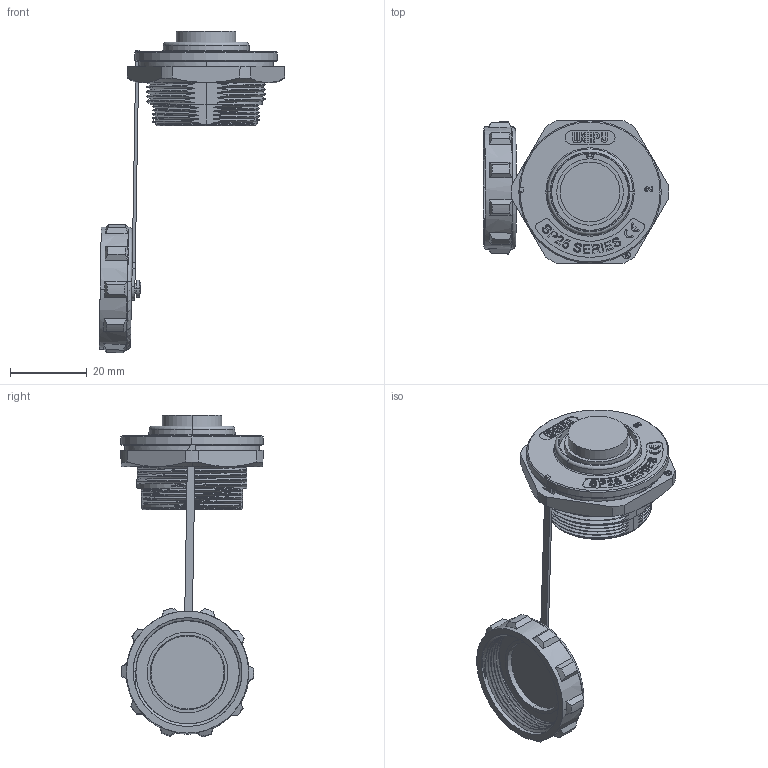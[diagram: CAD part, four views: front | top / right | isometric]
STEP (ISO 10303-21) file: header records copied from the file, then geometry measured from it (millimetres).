
FILE_DESCRIPTION((''),'2;1');
FILE_NAME('SP2515-S19','2022-11-11T',('Administrator'),(''),'CREO PARAMETRIC BY PTC INC, 2016130','CREO PARAMETRIC BY PTC INC, 2016130','');
FILE_SCHEMA(('CONFIG_CONTROL_DESIGN','GEOMETRIC_VALIDATION_PROPERTIES_MIM'));
Length unit declared in the file: millimetre
Products named in the file (1): SP2515-S19
Bounding box: 48.29 x 37 x 83.69 mm (x, y, z)
Volume: 18046 mm3; surface area: 13836.6 mm2
Topology: 3 solids, 5 shells, 863 faces, 2438 edges, 1609 vertices
Faces by surface type: plane 309, extrusion 195, cylinder 159, bspline 99, cone 91, torus 10
Entity records: 38068 total; most frequent: CARTESIAN_POINT 17531, ORIENTED_EDGE 4876, DIRECTION 3141, EDGE_CURVE 2438, VERTEX_POINT 1609, VECTOR 1229, B_SPLINE_CURVE_WITH_KNOTS 1212, LINE 1034
